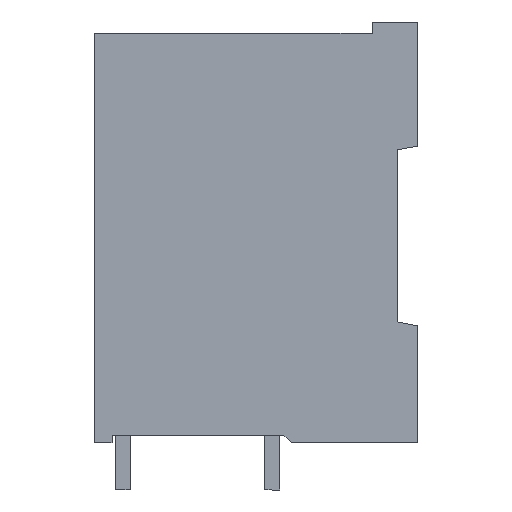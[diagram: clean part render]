
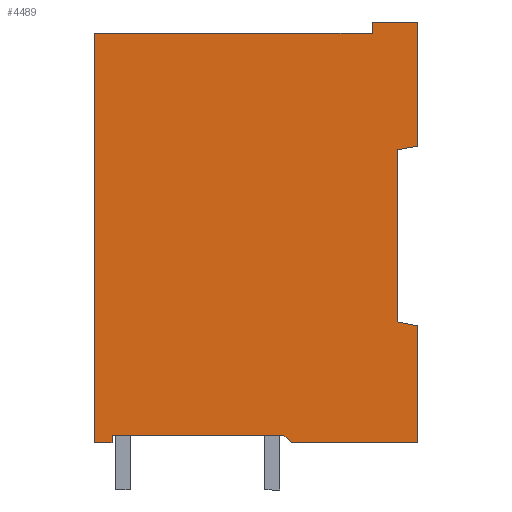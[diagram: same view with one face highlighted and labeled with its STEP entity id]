
A CAD part, left-side view. The second image highlights one B-rep face of the part: STEP entity #4489.
In plain terms, the highlighted planar face has unit normal (-1, 0, 0).
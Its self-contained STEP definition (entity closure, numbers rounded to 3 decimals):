
#4409=AXIS2_PLACEMENT_3D('Plane Axis2P3D',#4406,#4407,#4408) ;
#1525=CARTESIAN_POINT('Line Origine',(0.,0.7,23.277)) ;
#1529=CARTESIAN_POINT('Vertex',(0.,1.4,23.153)) ;
#1531=CARTESIAN_POINT('Vertex',(0.,0.,23.4)) ;
#2349=CARTESIAN_POINT('Line Origine',(0.,21.4,3.2)) ;
#2353=CARTESIAN_POINT('Vertex',(0.,22.,3.2)) ;
#2355=CARTESIAN_POINT('Vertex',(0.,20.8,3.2)) ;
#2400=CARTESIAN_POINT('Vertex',(0.,20.8,3.7)) ;
#2403=CARTESIAN_POINT('Line Origine',(0.,20.8,3.45)) ;
#2415=CARTESIAN_POINT('Line Origine',(0.,4.3,3.2)) ;
#2419=CARTESIAN_POINT('Vertex',(0.,8.6,3.2)) ;
#2421=CARTESIAN_POINT('Vertex',(0.,0.,3.2)) ;
#4406=CARTESIAN_POINT('Axis2P3D Location',(0.,22.,0.)) ;
#4411=CARTESIAN_POINT('Line Origine',(0.,11.,3.7)) ;
#4415=CARTESIAN_POINT('Vertex',(0.,9.1,3.7)) ;
#4419=CARTESIAN_POINT('Control Point',(0.,9.1,3.7)) ;
#4420=CARTESIAN_POINT('Control Point',(0.,8.6,3.2)) ;
#4422=CARTESIAN_POINT('Line Origine',(0.,0.,17.525)) ;
#4426=CARTESIAN_POINT('Vertex',(0.,0.,11.17)) ;
#4430=CARTESIAN_POINT('Control Point',(0.,0.,11.17)) ;
#4431=CARTESIAN_POINT('Control Point',(0.,1.4,11.439)) ;
#4432=CARTESIAN_POINT('Vertex',(0.,1.4,11.439)) ;
#4435=CARTESIAN_POINT('Line Origine',(0.,1.4,17.525)) ;
#4440=CARTESIAN_POINT('Line Origine',(0.,0.,17.525)) ;
#4444=CARTESIAN_POINT('Vertex',(0.,0.,31.85)) ;
#4447=CARTESIAN_POINT('Line Origine',(0.,11.,31.85)) ;
#4451=CARTESIAN_POINT('Vertex',(0.,3.1,31.85)) ;
#4454=CARTESIAN_POINT('Line Origine',(0.,3.1,17.525)) ;
#4458=CARTESIAN_POINT('Vertex',(0.,3.1,31.08)) ;
#4461=CARTESIAN_POINT('Line Origine',(0.,11.,31.08)) ;
#4465=CARTESIAN_POINT('Vertex',(0.,22.,31.08)) ;
#4468=CARTESIAN_POINT('Line Origine',(0.,22.,17.525)) ;
#1526=DIRECTION('Vector Direction',(0.,-0.985,0.174)) ;
#2350=DIRECTION('Vector Direction',(0.,-1.,0.)) ;
#2404=DIRECTION('Vector Direction',(0.,0.,-1.)) ;
#2416=DIRECTION('Vector Direction',(0.,-1.,0.)) ;
#4407=DIRECTION('Axis2P3D Direction',(-1.,0.,0.)) ;
#4408=DIRECTION('Axis2P3D XDirection',(0.,-1.,0.)) ;
#4412=DIRECTION('Vector Direction',(0.,-1.,0.)) ;
#4423=DIRECTION('Vector Direction',(0.,0.,1.)) ;
#4436=DIRECTION('Vector Direction',(0.,0.,1.)) ;
#4441=DIRECTION('Vector Direction',(0.,0.,1.)) ;
#4448=DIRECTION('Vector Direction',(0.,-1.,0.)) ;
#4455=DIRECTION('Vector Direction',(0.,0.,1.)) ;
#4462=DIRECTION('Vector Direction',(0.,-1.,0.)) ;
#4469=DIRECTION('Vector Direction',(0.,0.,1.)) ;
#1527=VECTOR('Line Direction',#1526,1.) ;
#2351=VECTOR('Line Direction',#2350,1.) ;
#2405=VECTOR('Line Direction',#2404,1.) ;
#2417=VECTOR('Line Direction',#2416,1.) ;
#4413=VECTOR('Line Direction',#4412,1.) ;
#4424=VECTOR('Line Direction',#4423,1.) ;
#4437=VECTOR('Line Direction',#4436,1.) ;
#4442=VECTOR('Line Direction',#4441,1.) ;
#4449=VECTOR('Line Direction',#4448,1.) ;
#4456=VECTOR('Line Direction',#4455,1.) ;
#4463=VECTOR('Line Direction',#4462,1.) ;
#4470=VECTOR('Line Direction',#4469,1.) ;
#4474=ORIENTED_EDGE('',*,*,#2357,.T.) ;
#4475=ORIENTED_EDGE('',*,*,#2407,.F.) ;
#4476=ORIENTED_EDGE('',*,*,#4417,.T.) ;
#4477=ORIENTED_EDGE('',*,*,#4421,.T.) ;
#4478=ORIENTED_EDGE('',*,*,#2423,.T.) ;
#4479=ORIENTED_EDGE('',*,*,#4428,.T.) ;
#4480=ORIENTED_EDGE('',*,*,#4434,.T.) ;
#4481=ORIENTED_EDGE('',*,*,#4439,.T.) ;
#4482=ORIENTED_EDGE('',*,*,#1533,.T.) ;
#4483=ORIENTED_EDGE('',*,*,#4446,.T.) ;
#4484=ORIENTED_EDGE('',*,*,#4453,.T.) ;
#4485=ORIENTED_EDGE('',*,*,#4460,.T.) ;
#4486=ORIENTED_EDGE('',*,*,#4467,.T.) ;
#4487=ORIENTED_EDGE('',*,*,#4472,.T.) ;
#4489=ADVANCED_FACE('Model',(#4488),#4410,.T.) ;
#4418=B_SPLINE_CURVE_WITH_KNOTS('',1,(#4419,#4420),.UNSPECIFIED.,.F.,.U.,(2,2),(-0.354,0.354),.UNSPECIFIED.) ;
#4429=B_SPLINE_CURVE_WITH_KNOTS('',1,(#4430,#4431),.UNSPECIFIED.,.F.,.U.,(2,2),(-0.713,0.713),.UNSPECIFIED.) ;
#1533=EDGE_CURVE('',#1530,#1532,#1528,.T.) ;
#2357=EDGE_CURVE('',#2354,#2356,#2352,.T.) ;
#2407=EDGE_CURVE('',#2401,#2356,#2406,.T.) ;
#2423=EDGE_CURVE('',#2420,#2422,#2418,.T.) ;
#4417=EDGE_CURVE('',#2401,#4416,#4414,.T.) ;
#4421=EDGE_CURVE('',#4416,#2420,#4418,.T.) ;
#4428=EDGE_CURVE('',#2422,#4427,#4425,.T.) ;
#4434=EDGE_CURVE('',#4427,#4433,#4429,.T.) ;
#4439=EDGE_CURVE('',#4433,#1530,#4438,.T.) ;
#4446=EDGE_CURVE('',#1532,#4445,#4443,.T.) ;
#4453=EDGE_CURVE('',#4445,#4452,#4450,.F.) ;
#4460=EDGE_CURVE('',#4452,#4459,#4457,.F.) ;
#4467=EDGE_CURVE('',#4459,#4466,#4464,.F.) ;
#4472=EDGE_CURVE('',#4466,#2354,#4471,.F.) ;
#4473=EDGE_LOOP('',(#4474,#4475,#4476,#4477,#4478,#4479,#4480,#4481,#4482,#4483,#4484,#4485,#4486,#4487)) ;
#4488=FACE_OUTER_BOUND('',#4473,.T.) ;
#1528=LINE('Line',#1525,#1527) ;
#2352=LINE('Line',#2349,#2351) ;
#2406=LINE('Line',#2403,#2405) ;
#2418=LINE('Line',#2415,#2417) ;
#4414=LINE('Line',#4411,#4413) ;
#4425=LINE('Line',#4422,#4424) ;
#4438=LINE('Line',#4435,#4437) ;
#4443=LINE('Line',#4440,#4442) ;
#4450=LINE('Line',#4447,#4449) ;
#4457=LINE('Line',#4454,#4456) ;
#4464=LINE('Line',#4461,#4463) ;
#4471=LINE('Line',#4468,#4470) ;
#4410=PLANE('',#4409) ;
#1530=VERTEX_POINT('',#1529) ;
#1532=VERTEX_POINT('',#1531) ;
#2354=VERTEX_POINT('',#2353) ;
#2356=VERTEX_POINT('',#2355) ;
#2401=VERTEX_POINT('',#2400) ;
#2420=VERTEX_POINT('',#2419) ;
#2422=VERTEX_POINT('',#2421) ;
#4416=VERTEX_POINT('',#4415) ;
#4427=VERTEX_POINT('',#4426) ;
#4433=VERTEX_POINT('',#4432) ;
#4445=VERTEX_POINT('',#4444) ;
#4452=VERTEX_POINT('',#4451) ;
#4459=VERTEX_POINT('',#4458) ;
#4466=VERTEX_POINT('',#4465) ;
